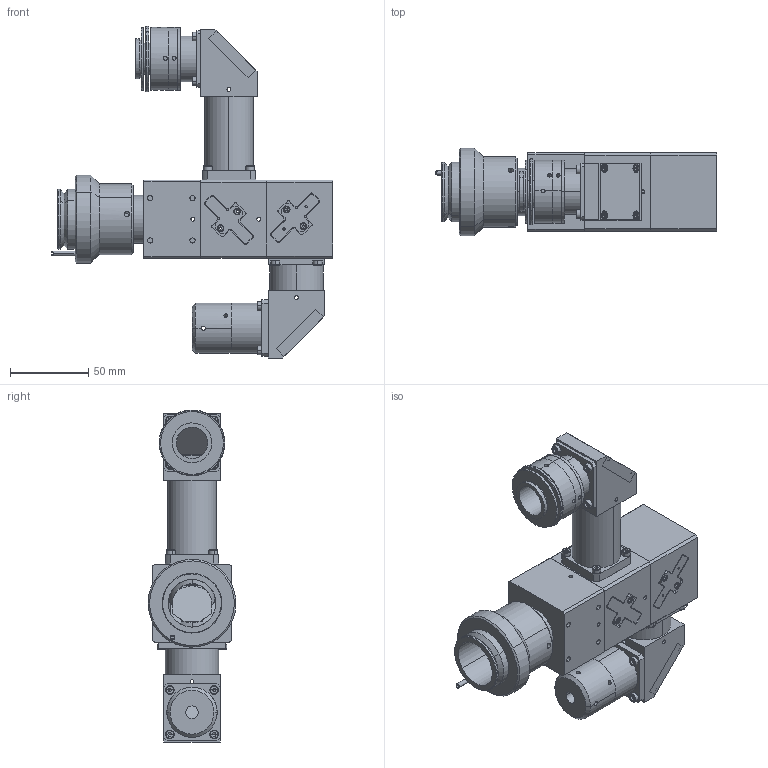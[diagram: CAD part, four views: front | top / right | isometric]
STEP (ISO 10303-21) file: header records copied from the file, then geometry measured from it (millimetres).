
FILE_DESCRIPTION (( 'STEP AP203' ), '1' );
FILE_NAME ('XF-VM3-LA1X-C2-NIR-CL-V6.1.STEP', '2019-11-02T06:15:18', ( 'zhanghp' ), ( '' ), 'SwSTEP 2.0', 'SolidWorks 2014', '' );
FILE_SCHEMA (( 'CONFIG_CONTROL_DESIGN' ));
Length unit declared in the file: millimetre
Products named in the file (1): XF-VM3-LA1X-C2-NIR-CL-V6.1
Bounding box: 179.1 x 55.97 x 211.55 mm (x, y, z)
Surface area: 94488.1 mm2 (no closed solid volume)
Topology: 0 solids, 70 shells, 897 faces, 2818 edges, 1910 vertices
Faces by surface type: plane 461, cylinder 302, cone 70, torus 64
Entity records: 33027 total; most frequent: CARTESIAN_POINT 8057, DIRECTION 5379, ORIENTED_EDGE 4503, EDGE_CURVE 2770, VERTEX_POINT 1910, AXIS2_PLACEMENT_3D 1847, LINE 1685, VECTOR 1685
